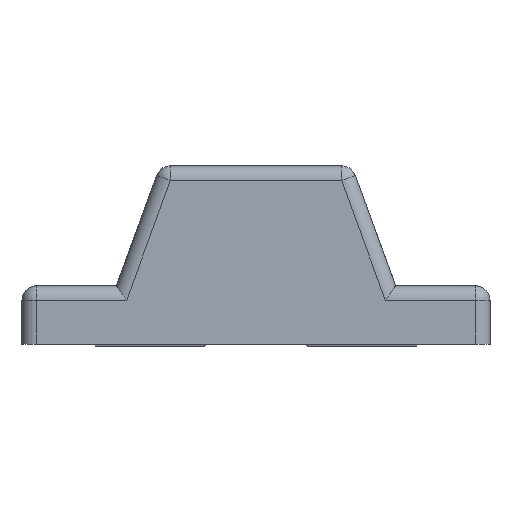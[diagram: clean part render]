
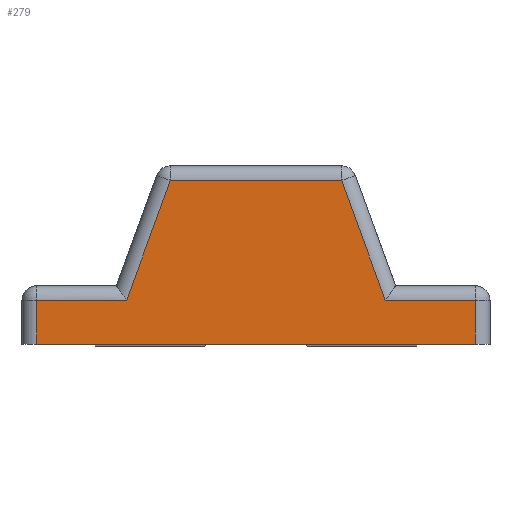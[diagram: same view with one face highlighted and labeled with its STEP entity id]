
A CAD part, top view. The second image highlights one B-rep face of the part: STEP entity #279.
In plain terms, the highlighted planar face has unit normal (0, 0, 1).
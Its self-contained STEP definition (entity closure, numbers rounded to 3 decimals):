
#3 = CARTESIAN_POINT ( 'NONE',  ( 8.221, 5.058, 77. ) ) ;
#5 = DIRECTION ( 'NONE',  ( -1., 0., 0. ) ) ;
#20 = CARTESIAN_POINT ( 'NONE',  ( -3.498, 5.058, 77. ) ) ;
#32 = VERTEX_POINT ( 'NONE', #2013 ) ;
#48 = VECTOR ( 'NONE', #374, 1000. ) ;
#60 = CARTESIAN_POINT ( 'NONE',  ( 8.885, 3.234, 77. ) ) ;
#198 = ORIENTED_EDGE ( 'NONE', *, *, #472, .T. ) ;
#199 = DIRECTION ( 'NONE',  ( 1., 0., 0. ) ) ;
#211 = FACE_OUTER_BOUND ( 'NONE', #1926, .T. ) ;
#217 = LINE ( 'NONE', #649, #552 ) ;
#279 = ADVANCED_FACE ( 'NONE', ( #211 ), #1306, .T. ) ;
#289 = VERTEX_POINT ( 'NONE', #1761 ) ;
#297 = ORIENTED_EDGE ( 'NONE', *, *, #1736, .T. ) ;
#374 = DIRECTION ( 'NONE',  ( -1., 0., 0. ) ) ;
#417 = VERTEX_POINT ( 'NONE', #3 ) ;
#449 = LINE ( 'NONE', #1069, #2205 ) ;
#472 = EDGE_CURVE ( 'NONE', #2849, #32, #547, .T. ) ;
#547 = LINE ( 'NONE', #2048, #2546 ) ;
#552 = VECTOR ( 'NONE', #2897, 1000. ) ;
#561 = CARTESIAN_POINT ( 'NONE',  ( 0., -6.142, 77. ) ) ;
#649 = CARTESIAN_POINT ( 'NONE',  ( -12.639, -6.142, 77. ) ) ;
#676 = CARTESIAN_POINT ( 'NONE',  ( -13.639, -3.142, 77. ) ) ;
#743 = LINE ( 'NONE', #1064, #48 ) ;
#754 = EDGE_CURVE ( 'NONE', #289, #2631, #449, .T. ) ;
#767 = AXIS2_PLACEMENT_3D ( 'NONE', #1071, #1078, #199 ) ;
#788 = EDGE_CURVE ( 'NONE', #2661, #1819, #217, .T. ) ;
#869 = VERTEX_POINT ( 'NONE', #1542 ) ;
#934 = DIRECTION ( 'NONE',  ( -0.342, -0.94, 0. ) ) ;
#1004 = DIRECTION ( 'NONE',  ( 1., 0., 0. ) ) ;
#1064 = CARTESIAN_POINT ( 'NONE',  ( -3.498, 5.058, 77. ) ) ;
#1069 = CARTESIAN_POINT ( 'NONE',  ( 17.361, -2.142, 77. ) ) ;
#1071 = CARTESIAN_POINT ( 'NONE',  ( 0., 0., 77. ) ) ;
#1078 = DIRECTION ( 'NONE',  ( 0., 0., 1. ) ) ;
#1104 = ORIENTED_EDGE ( 'NONE', *, *, #2025, .T. ) ;
#1306 = PLANE ( 'NONE',  #767 ) ;
#1521 = EDGE_CURVE ( 'NONE', #869, #417, #2804, .T. ) ;
#1542 = CARTESIAN_POINT ( 'NONE',  ( 11.205, -3.142, 77. ) ) ;
#1675 = VECTOR ( 'NONE', #1920, 1000. ) ;
#1714 = VECTOR ( 'NONE', #1004, 1000. ) ;
#1724 = DIRECTION ( 'NONE',  ( -1., 0., 0. ) ) ;
#1733 = EDGE_CURVE ( 'NONE', #417, #2849, #743, .T. ) ;
#1736 = EDGE_CURVE ( 'NONE', #2631, #869, #2663, .T. ) ;
#1761 = CARTESIAN_POINT ( 'NONE',  ( 17.361, -6.142, 77. ) ) ;
#1819 = VERTEX_POINT ( 'NONE', #2616 ) ;
#1867 = VECTOR ( 'NONE', #5, 1000. ) ;
#1920 = DIRECTION ( 'NONE',  ( -0.342, 0.94, 0. ) ) ;
#1926 = EDGE_LOOP ( 'NONE', ( #2228, #2676, #297, #2201, #2729, #198, #1104, #2308 ) ) ;
#1974 = CARTESIAN_POINT ( 'NONE',  ( 11.906, -3.142, 77. ) ) ;
#2013 = CARTESIAN_POINT ( 'NONE',  ( -6.483, -3.142, 77. ) ) ;
#2025 = EDGE_CURVE ( 'NONE', #32, #2661, #2595, .T. ) ;
#2048 = CARTESIAN_POINT ( 'NONE',  ( -6.243, -2.484, 77. ) ) ;
#2142 = EDGE_CURVE ( 'NONE', #1819, #289, #2916, .T. ) ;
#2154 = CARTESIAN_POINT ( 'NONE',  ( -12.639, -3.142, 77. ) ) ;
#2201 = ORIENTED_EDGE ( 'NONE', *, *, #1521, .T. ) ;
#2205 = VECTOR ( 'NONE', #2680, 1000. ) ;
#2228 = ORIENTED_EDGE ( 'NONE', *, *, #2142, .T. ) ;
#2308 = ORIENTED_EDGE ( 'NONE', *, *, #788, .T. ) ;
#2378 = VECTOR ( 'NONE', #1724, 1000. ) ;
#2546 = VECTOR ( 'NONE', #934, 1000. ) ;
#2595 = LINE ( 'NONE', #676, #1867 ) ;
#2616 = CARTESIAN_POINT ( 'NONE',  ( -12.639, -6.142, 77. ) ) ;
#2629 = CARTESIAN_POINT ( 'NONE',  ( 17.361, -3.142, 77. ) ) ;
#2631 = VERTEX_POINT ( 'NONE', #2629 ) ;
#2661 = VERTEX_POINT ( 'NONE', #2154 ) ;
#2663 = LINE ( 'NONE', #1974, #2378 ) ;
#2676 = ORIENTED_EDGE ( 'NONE', *, *, #754, .T. ) ;
#2680 = DIRECTION ( 'NONE',  ( 0., 1., 0. ) ) ;
#2729 = ORIENTED_EDGE ( 'NONE', *, *, #1733, .T. ) ;
#2804 = LINE ( 'NONE', #60, #1675 ) ;
#2849 = VERTEX_POINT ( 'NONE', #20 ) ;
#2897 = DIRECTION ( 'NONE',  ( 0., -1., 0. ) ) ;
#2916 = LINE ( 'NONE', #561, #1714 ) ;
